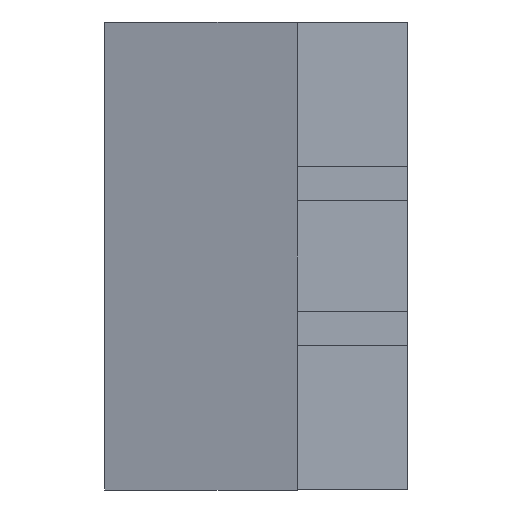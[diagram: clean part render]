
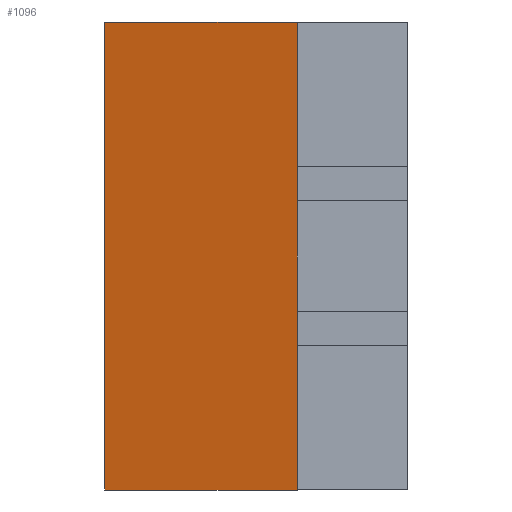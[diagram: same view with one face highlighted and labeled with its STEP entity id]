
A CAD part, left-side view. The second image highlights one B-rep face of the part: STEP entity #1096.
In plain terms, the highlighted planar face has unit normal (-0.966, 0.259, 0).
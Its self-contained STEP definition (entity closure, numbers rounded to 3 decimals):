
#14 = EDGE_CURVE ( 'NONE', #1418, #473, #331, .T. ) ;
#221 = LINE ( 'NONE', #1533, #657 ) ;
#295 = VERTEX_POINT ( 'NONE', #1759 ) ;
#331 = LINE ( 'NONE', #740, #525 ) ;
#445 = AXIS2_PLACEMENT_3D ( 'NONE', #1968, #1815, #1060 ) ;
#453 = VECTOR ( 'NONE', #1924, 1000. ) ;
#464 = CARTESIAN_POINT ( 'NONE',  ( -1.15, 0.4, 0.85 ) ) ;
#473 = VERTEX_POINT ( 'NONE', #1976 ) ;
#482 = VECTOR ( 'NONE', #584, 1000. ) ;
#489 = LINE ( 'NONE', #1750, #453 ) ;
#502 = CARTESIAN_POINT ( 'NONE',  ( -0.962, 1.1, 0.85 ) ) ;
#525 = VECTOR ( 'NONE', #1171, 1000. ) ;
#547 = VERTEX_POINT ( 'NONE', #502 ) ;
#584 = DIRECTION ( 'NONE',  ( 0., 0., -1. ) ) ;
#618 = EDGE_CURVE ( 'NONE', #295, #473, #1384, .T. ) ;
#657 = VECTOR ( 'NONE', #1918, 1000. ) ;
#740 = CARTESIAN_POINT ( 'NONE',  ( -0.962, 1.1, -0.85 ) ) ;
#824 = ORIENTED_EDGE ( 'NONE', *, *, #618, .F. ) ;
#834 = FACE_OUTER_BOUND ( 'NONE', #1208, .T. ) ;
#919 = CARTESIAN_POINT ( 'NONE',  ( -0.962, 1.1, -0.85 ) ) ;
#1060 = DIRECTION ( 'NONE',  ( 0.259, 0.966, 0. ) ) ;
#1096 = ADVANCED_FACE ( 'NONE', ( #834 ), #1540, .F. ) ;
#1171 = DIRECTION ( 'NONE',  ( -0.259, -0.966, 0. ) ) ;
#1208 = EDGE_LOOP ( 'NONE', ( #1770, #824, #1936, #2014 ) ) ;
#1384 = LINE ( 'NONE', #464, #482 ) ;
#1418 = VERTEX_POINT ( 'NONE', #919 ) ;
#1461 = EDGE_CURVE ( 'NONE', #547, #1418, #221, .T. ) ;
#1533 = CARTESIAN_POINT ( 'NONE',  ( -0.962, 1.1, 0.85 ) ) ;
#1540 = PLANE ( 'NONE',  #445 ) ;
#1750 = CARTESIAN_POINT ( 'NONE',  ( -0.962, 1.1, 0.85 ) ) ;
#1759 = CARTESIAN_POINT ( 'NONE',  ( -1.15, 0.4, 0.85 ) ) ;
#1770 = ORIENTED_EDGE ( 'NONE', *, *, #14, .T. ) ;
#1815 = DIRECTION ( 'NONE',  ( 0.966, -0.259, 0. ) ) ;
#1918 = DIRECTION ( 'NONE',  ( 0., 0., -1. ) ) ;
#1924 = DIRECTION ( 'NONE',  ( -0.259, -0.966, 0. ) ) ;
#1936 = ORIENTED_EDGE ( 'NONE', *, *, #1996, .F. ) ;
#1968 = CARTESIAN_POINT ( 'NONE',  ( -0.962, 1.1, 0.85 ) ) ;
#1976 = CARTESIAN_POINT ( 'NONE',  ( -1.15, 0.4, -0.85 ) ) ;
#1996 = EDGE_CURVE ( 'NONE', #547, #295, #489, .T. ) ;
#2014 = ORIENTED_EDGE ( 'NONE', *, *, #1461, .T. ) ;
